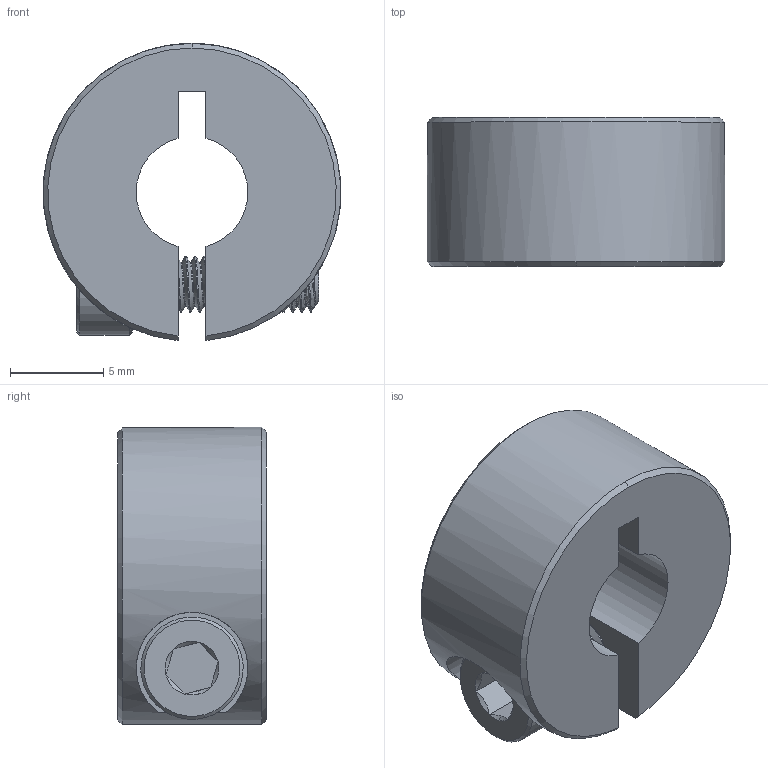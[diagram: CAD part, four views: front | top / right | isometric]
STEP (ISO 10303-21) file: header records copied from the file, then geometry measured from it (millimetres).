
FILE_DESCRIPTION (( 'STEP AP203' ), '1' );
FILE_NAME ('2910-0816-0006 assembly.STEP', '2018-06-07T13:16:17', ( '' ), ( '' ), 'SwSTEP 2.0', 'SolidWorks 2016', '' );
FILE_SCHEMA (( 'CONFIG_CONTROL_DESIGN' ));
Length unit declared in the file: millimetre
Products named in the file (3): 2910-0816-0006 screw_91290A115; 2910-0816-0006 assembly; 2910-0816-0006
Assembly tree (2 placements, depth 2):
  2910-0816-0006 assembly
    2910-0816-0006
    2910-0816-0006 screw_91290A115
Bounding box: 15.98 x 8 x 15.96 mm (x, y, z)
Volume: 1279.1 mm3; surface area: 1323.9 mm2
Topology: 2 solids, 2 shells, 207 faces, 584 edges, 383 vertices
Faces by surface type: cylinder 155, cone 22, plane 18, bspline 12
Entity records: 18428 total; most frequent: CARTESIAN_POINT 13757, ORIENTED_EDGE 1168, DIRECTION 680, EDGE_CURVE 584, VERTEX_POINT 383, AXIS2_PLACEMENT_3D 249, EDGE_LOOP 215, ADVANCED_FACE 207
